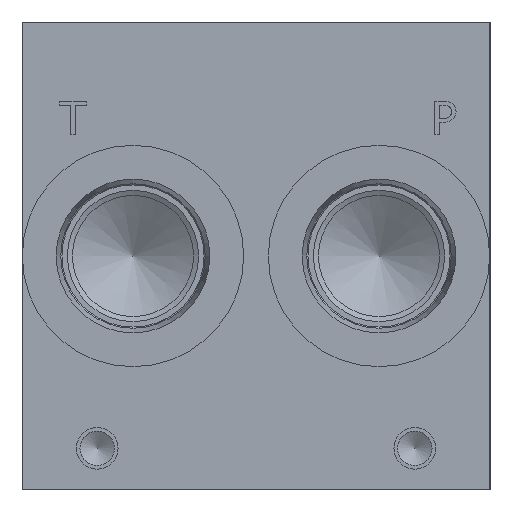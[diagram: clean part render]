
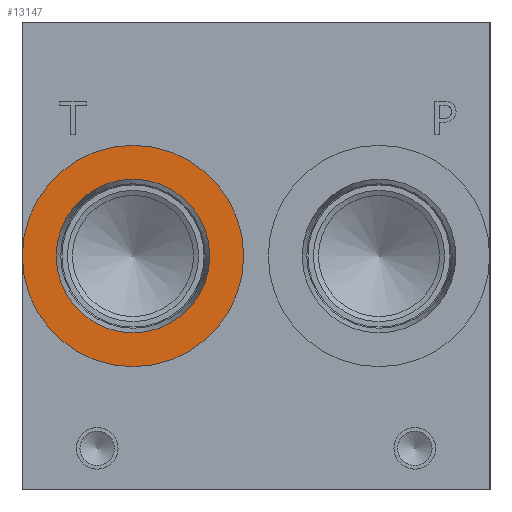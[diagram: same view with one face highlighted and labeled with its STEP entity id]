
A CAD part, left-side view. The second image highlights one B-rep face of the part: STEP entity #13147.
In plain terms, the highlighted planar face has unit normal (-1, 0, 0).
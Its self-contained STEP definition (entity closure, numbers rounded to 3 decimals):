
#220=CIRCLE('',#13752,21.019);
#221=CIRCLE('',#13753,21.019);
#222=CIRCLE('',#13755,14.592);
#223=CIRCLE('',#13756,14.592);
#505=FACE_BOUND('',#2337,.T.);
#1586=FACE_OUTER_BOUND('',#2336,.T.);
#2336=EDGE_LOOP('',(#11021,#11022));
#2337=EDGE_LOOP('',(#11023,#11024));
#5963=VERTEX_POINT('',#22164);
#5964=VERTEX_POINT('',#22166);
#5965=VERTEX_POINT('',#22170);
#5966=VERTEX_POINT('',#22171);
#7715=EDGE_CURVE('',#5963,#5964,#220,.T.);
#7716=EDGE_CURVE('',#5964,#5963,#221,.T.);
#7717=EDGE_CURVE('',#5965,#5966,#222,.T.);
#7718=EDGE_CURVE('',#5966,#5965,#223,.T.);
#11021=ORIENTED_EDGE('',*,*,#7716,.F.);
#11022=ORIENTED_EDGE('',*,*,#7715,.F.);
#11023=ORIENTED_EDGE('',*,*,#7717,.T.);
#11024=ORIENTED_EDGE('',*,*,#7718,.T.);
#12072=PLANE('',#13754);
#13147=ADVANCED_FACE('',(#1586,#505),#12072,.F.);
#13752=AXIS2_PLACEMENT_3D('',#22167,#16125,#16126);
#13753=AXIS2_PLACEMENT_3D('',#22168,#16127,#16128);
#13754=AXIS2_PLACEMENT_3D('',#22169,#16129,#16130);
#13755=AXIS2_PLACEMENT_3D('',#22172,#16131,#16132);
#13756=AXIS2_PLACEMENT_3D('',#22173,#16133,#16134);
#16125=DIRECTION('center_axis',(1.,0.,0.));
#16126=DIRECTION('ref_axis',(0.,0.,-1.));
#16127=DIRECTION('center_axis',(1.,0.,0.));
#16128=DIRECTION('ref_axis',(0.,0.,-1.));
#16129=DIRECTION('center_axis',(1.,0.,0.));
#16130=DIRECTION('ref_axis',(0.,0.,-1.));
#16131=DIRECTION('center_axis',(1.,0.,0.));
#16132=DIRECTION('ref_axis',(0.,0.,-1.));
#16133=DIRECTION('center_axis',(1.,0.,0.));
#16134=DIRECTION('ref_axis',(0.,0.,-1.));
#22164=CARTESIAN_POINT('',(0.787,67.818,23.432));
#22166=CARTESIAN_POINT('',(0.787,67.818,65.469));
#22167=CARTESIAN_POINT('Origin',(0.787,67.818,44.45));
#22168=CARTESIAN_POINT('Origin',(0.787,67.818,44.45));
#22169=CARTESIAN_POINT('Origin',(0.787,67.818,59.042));
#22170=CARTESIAN_POINT('',(0.787,67.818,59.042));
#22171=CARTESIAN_POINT('',(0.787,67.818,29.858));
#22172=CARTESIAN_POINT('Origin',(0.787,67.818,44.45));
#22173=CARTESIAN_POINT('Origin',(0.787,67.818,44.45));
